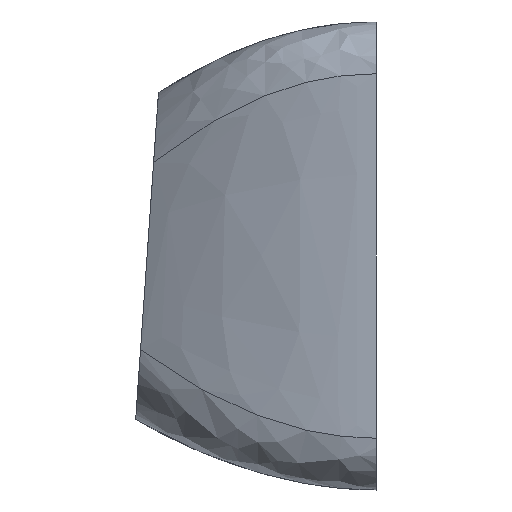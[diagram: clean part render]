
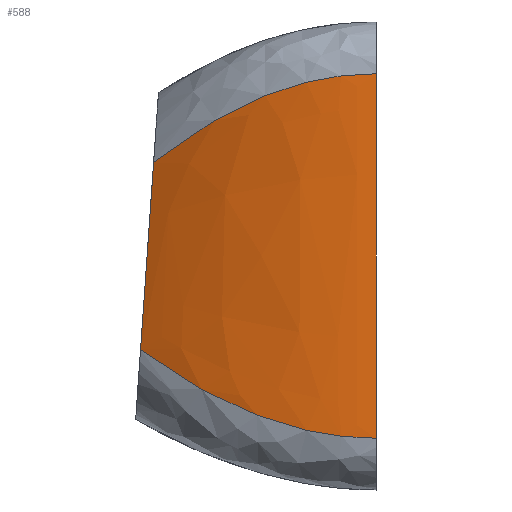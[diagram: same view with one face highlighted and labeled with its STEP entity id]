
A CAD part, left-side view. The second image highlights one B-rep face of the part: STEP entity #588.
In plain terms, the highlighted free-form (B-spline) face has degree [3, 3] with [4, 4] control points.
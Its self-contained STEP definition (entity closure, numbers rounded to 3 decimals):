
#30=LINE('',#1258,#75);
#34=LINE('',#1275,#79);
#75=VECTOR('',#662,10.);
#79=VECTOR('',#676,10.);
#128=B_SPLINE_SURFACE_WITH_KNOTS('',3,3,((#1289,#1290,#1291,#1292),(#1293,
#1294,#1295,#1296),(#1297,#1298,#1299,#1300),(#1301,#1302,#1303,#1304)),
 .UNSPECIFIED.,.F.,.F.,.F.,(4,4),(4,4),(0.,1.),(0.,1.),.UNSPECIFIED.);
#147=FACE_OUTER_BOUND('',#183,.T.);
#183=EDGE_LOOP('',(#449,#450,#451,#452));
#232=B_SPLINE_CURVE_WITH_KNOTS('',3,(#1305,#1306,#1307,#1308),
 .UNSPECIFIED.,.F.,.F.,(4,4),(0.,1.),.UNSPECIFIED.);
#233=B_SPLINE_CURVE_WITH_KNOTS('',3,(#1309,#1310,#1311,#1312),
 .UNSPECIFIED.,.F.,.F.,(4,4),(0.,1.),.UNSPECIFIED.);
#256=VERTEX_POINT('',#1256);
#257=VERTEX_POINT('',#1257);
#264=VERTEX_POINT('',#1273);
#265=VERTEX_POINT('',#1274);
#322=EDGE_CURVE('',#256,#257,#30,.T.);
#330=EDGE_CURVE('',#264,#265,#34,.T.);
#338=EDGE_CURVE('',#264,#256,#232,.T.);
#339=EDGE_CURVE('',#265,#257,#233,.T.);
#449=ORIENTED_EDGE('',*,*,#330,.F.);
#450=ORIENTED_EDGE('',*,*,#338,.T.);
#451=ORIENTED_EDGE('',*,*,#322,.T.);
#452=ORIENTED_EDGE('',*,*,#339,.F.);
#588=ADVANCED_FACE('',(#147),#128,.F.);
#662=DIRECTION('',(0.,0.,1.));
#676=DIRECTION('',(0.,-0.07,0.998));
#1256=CARTESIAN_POINT('',(0.,0.,2.));
#1257=CARTESIAN_POINT('',(0.,0.,16.1));
#1258=CARTESIAN_POINT('',(0.,0.,2.));
#1273=CARTESIAN_POINT('',(2.7,9.12,5.431));
#1274=CARTESIAN_POINT('',(2.7,8.614,12.669));
#1275=CARTESIAN_POINT('',(2.7,9.12,5.431));
#1289=CARTESIAN_POINT('Ctrl Pts',(2.7,9.12,5.431));
#1290=CARTESIAN_POINT('Ctrl Pts',(0.9,6.08,3.144));
#1291=CARTESIAN_POINT('Ctrl Pts',(0.,2.956,
2.));
#1292=CARTESIAN_POINT('Ctrl Pts',(0.,0.,2.));
#1293=CARTESIAN_POINT('Ctrl Pts',(2.7,9.022,6.841));
#1294=CARTESIAN_POINT('Ctrl Pts',(0.939,6.014,4.776));
#1295=CARTESIAN_POINT('Ctrl Pts',(0.,2.956,
3.047));
#1296=CARTESIAN_POINT('Ctrl Pts',(0.,0.,
3.047));
#1297=CARTESIAN_POINT('Ctrl Pts',(2.7,8.713,11.259));
#1298=CARTESIAN_POINT('Ctrl Pts',(0.939,5.808,13.324));
#1299=CARTESIAN_POINT('Ctrl Pts',(0.,2.956,
15.053));
#1300=CARTESIAN_POINT('Ctrl Pts',(0.,0.,
15.053));
#1301=CARTESIAN_POINT('Ctrl Pts',(2.7,8.614,12.669));
#1302=CARTESIAN_POINT('Ctrl Pts',(0.9,5.743,14.956));
#1303=CARTESIAN_POINT('Ctrl Pts',(0.,2.956,
16.1));
#1304=CARTESIAN_POINT('Ctrl Pts',(0.,0.,
16.1));
#1305=CARTESIAN_POINT('Ctrl Pts',(2.7,9.12,5.431));
#1306=CARTESIAN_POINT('Ctrl Pts',(0.9,6.08,3.144));
#1307=CARTESIAN_POINT('Ctrl Pts',(0.,2.956,
2.));
#1308=CARTESIAN_POINT('Ctrl Pts',(0.,0.,
2.));
#1309=CARTESIAN_POINT('Ctrl Pts',(2.7,8.614,12.669));
#1310=CARTESIAN_POINT('Ctrl Pts',(0.9,5.743,14.956));
#1311=CARTESIAN_POINT('Ctrl Pts',(0.,2.956,
16.1));
#1312=CARTESIAN_POINT('Ctrl Pts',(0.,0.,16.1));
